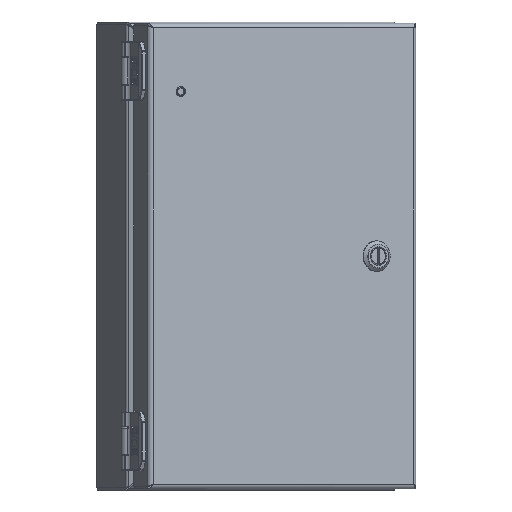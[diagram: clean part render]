
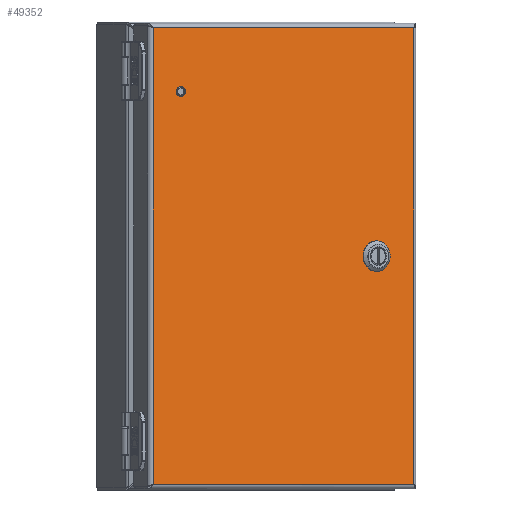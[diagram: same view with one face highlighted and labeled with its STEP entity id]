
A CAD part, front view. The second image highlights one B-rep face of the part: STEP entity #49352.
In plain terms, the highlighted planar face has unit normal (0.5, -0.866, 0).
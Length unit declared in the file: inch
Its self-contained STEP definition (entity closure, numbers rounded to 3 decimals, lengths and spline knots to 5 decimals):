
#167 = CIRCLE ( 'NONE', #31583, 0.32 ) ;
#652 = AXIS2_PLACEMENT_3D ( 'NONE', #33448, #29614, #12693 ) ;
#663 = CARTESIAN_POINT ( 'NONE',  ( 3.54314, -2.01223, 0.30753 ) ) ;
#1267 = CARTESIAN_POINT ( 'NONE',  ( 3.73288, -1.90269, -0.08845 ) ) ;
#1529 = CIRCLE ( 'NONE', #39045, 0.32 ) ;
#1562 = ORIENTED_EDGE ( 'NONE', *, *, #42374, .F. ) ;
#1677 = ORIENTED_EDGE ( 'NONE', *, *, #10509, .T. ) ;
#2055 = CARTESIAN_POINT ( 'NONE',  ( 3.46655, -2.05645, 0. ) ) ;
#2539 = CARTESIAN_POINT ( 'NONE',  ( 3.46655, -2.05645, 0. ) ) ;
#3292 = CIRCLE ( 'NONE', #652, 0.0965 ) ;
#3661 = DIRECTION ( 'NONE',  ( -0.866, -0.5, 0. ) ) ;
#4576 = VERTEX_POINT ( 'NONE', #47450 ) ;
#4905 = EDGE_CURVE ( 'NONE', #5399, #5500, #10366, .T. ) ;
#5217 = VERTEX_POINT ( 'NONE', #46686 ) ;
#5399 = VERTEX_POINT ( 'NONE', #11322 ) ;
#5500 = VERTEX_POINT ( 'NONE', #6690 ) ;
#6395 = EDGE_CURVE ( 'NONE', #18951, #43677, #37447, .T. ) ;
#6577 = PLANE ( 'NONE',  #41589 ) ;
#6683 = EDGE_CURVE ( 'NONE', #31469, #32676, #21809, .T. ) ;
#6690 = CARTESIAN_POINT ( 'NONE',  ( 3.54314, -2.01223, -0.30753 ) ) ;
#7604 = ORIENTED_EDGE ( 'NONE', *, *, #52408, .T. ) ;
#7813 = EDGE_CURVE ( 'NONE', #12116, #38504, #41833, .T. ) ;
#8444 = CARTESIAN_POINT ( 'NONE',  ( 3.20021, -2.21022, 0.08845 ) ) ;
#9025 = DIRECTION ( 'NONE',  ( 0.5, -0.866, 0. ) ) ;
#9642 = DIRECTION ( 'NONE',  ( -0.612, -0.354, 0.707 ) ) ;
#9704 = AXIS2_PLACEMENT_3D ( 'NONE', #2539, #53678, #15407 ) ;
#10163 = CARTESIAN_POINT ( 'NONE',  ( 3.73288, -1.90269, 0.08845 ) ) ;
#10366 = CIRCLE ( 'NONE', #17354, 0.32 ) ;
#10509 = EDGE_CURVE ( 'NONE', #49212, #5500, #22083, .T. ) ;
#10556 = ORIENTED_EDGE ( 'NONE', *, *, #35191, .T. ) ;
#10569 = DIRECTION ( 'NONE',  ( -0.612, -0.354, -0.707 ) ) ;
#10669 = CARTESIAN_POINT ( 'NONE',  ( 3.73288, -1.90269, -0.08845 ) ) ;
#11322 = CARTESIAN_POINT ( 'NONE',  ( 3.38995, -2.10068, -0.30753 ) ) ;
#11474 = DIRECTION ( 'NONE',  ( 0.866, 0.5, 0. ) ) ;
#11570 = EDGE_LOOP ( 'NONE', ( #19595, #10556, #1562, #1677, #53943, #42551, #11886, #14215 ) ) ;
#11886 = ORIENTED_EDGE ( 'NONE', *, *, #53536, .F. ) ;
#11962 = EDGE_CURVE ( 'NONE', #5399, #23348, #18911, .T. ) ;
#12116 = VERTEX_POINT ( 'NONE', #49733 ) ;
#12592 = DIRECTION ( 'NONE',  ( 0., 0., -1. ) ) ;
#12693 = DIRECTION ( 'NONE',  ( -0.866, -0.5, 0. ) ) ;
#14215 = ORIENTED_EDGE ( 'NONE', *, *, #6683, .T. ) ;
#14231 = FACE_OUTER_BOUND ( 'NONE', #31652, .T. ) ;
#15407 = DIRECTION ( 'NONE',  ( 0.239, 0.138, 0.961 ) ) ;
#16694 = CARTESIAN_POINT ( 'NONE',  ( -2.25788, -5.36145, 5.858 ) ) ;
#17354 = AXIS2_PLACEMENT_3D ( 'NONE', #2055, #31568, #39511 ) ;
#18493 = VERTEX_POINT ( 'NONE', #36287 ) ;
#18593 = CARTESIAN_POINT ( 'NONE',  ( 1.08324, -3.43245, 0. ) ) ;
#18842 = EDGE_CURVE ( 'NONE', #43677, #18951, #3292, .T. ) ;
#18911 = LINE ( 'NONE', #24048, #42574 ) ;
#18951 = VERTEX_POINT ( 'NONE', #40180 ) ;
#19595 = ORIENTED_EDGE ( 'NONE', *, *, #41331, .F. ) ;
#19635 = ORIENTED_EDGE ( 'NONE', *, *, #18842, .F. ) ;
#19852 = ORIENTED_EDGE ( 'NONE', *, *, #35632, .T. ) ;
#20010 = VECTOR ( 'NONE', #21012, 39.37008 ) ;
#20971 = VECTOR ( 'NONE', #46016, 39.37008 ) ;
#21012 = DIRECTION ( 'NONE',  ( 0.612, 0.354, 0.707 ) ) ;
#21809 = LINE ( 'NONE', #8444, #20010 ) ;
#22083 = LINE ( 'NONE', #1267, #46029 ) ;
#23348 = VERTEX_POINT ( 'NONE', #24142 ) ;
#24048 = CARTESIAN_POINT ( 'NONE',  ( 3.38995, -2.10068, -0.30753 ) ) ;
#24142 = CARTESIAN_POINT ( 'NONE',  ( 3.20021, -2.21022, -0.08845 ) ) ;
#24854 = DIRECTION ( 'NONE',  ( 0.5, -0.866, 0. ) ) ;
#25222 = VECTOR ( 'NONE', #41976, 39.37008 ) ;
#25693 = DIRECTION ( 'NONE',  ( 0.832, 0.481, -0.276 ) ) ;
#26369 = VECTOR ( 'NONE', #12592, 39.37008 ) ;
#26716 = DIRECTION ( 'NONE',  ( 0.5, -0.866, 0. ) ) ;
#29002 = CARTESIAN_POINT ( 'NONE',  ( 3.38995, -2.10068, 0.30753 ) ) ;
#29614 = DIRECTION ( 'NONE',  ( 0.5, -0.866, 0. ) ) ;
#31469 = VERTEX_POINT ( 'NONE', #52277 ) ;
#31568 = DIRECTION ( 'NONE',  ( 0.5, -0.866, 0. ) ) ;
#31583 = AXIS2_PLACEMENT_3D ( 'NONE', #37937, #26716, #51602 ) ;
#31652 = EDGE_LOOP ( 'NONE', ( #7604, #19852, #36284, #40945 ) ) ;
#32622 = CARTESIAN_POINT ( 'NONE',  ( 4.42437, -1.50345, 5.858 ) ) ;
#32676 = VERTEX_POINT ( 'NONE', #29002 ) ;
#32880 = LINE ( 'NONE', #53958, #20971 ) ;
#33448 = CARTESIAN_POINT ( 'NONE',  ( -1.54514, -4.94995, 4.22 ) ) ;
#33669 = EDGE_CURVE ( 'NONE', #38504, #18493, #32880, .T. ) ;
#33971 = VERTEX_POINT ( 'NONE', #10163 ) ;
#34730 = CARTESIAN_POINT ( 'NONE',  ( -2.25788, -5.36145, -5.858 ) ) ;
#35191 = EDGE_CURVE ( 'NONE', #5217, #33971, #46889, .T. ) ;
#35254 = DIRECTION ( 'NONE',  ( 0.5, -0.866, 0. ) ) ;
#35632 = EDGE_CURVE ( 'NONE', #4576, #12116, #50399, .T. ) ;
#36284 = ORIENTED_EDGE ( 'NONE', *, *, #7813, .T. ) ;
#36287 = CARTESIAN_POINT ( 'NONE',  ( 4.42437, -1.50345, -5.858 ) ) ;
#37186 = CARTESIAN_POINT ( 'NONE',  ( 3.46655, -2.05645, 0. ) ) ;
#37447 = CIRCLE ( 'NONE', #51425, 0.0965 ) ;
#37937 = CARTESIAN_POINT ( 'NONE',  ( 3.46655, -2.05645, 0. ) ) ;
#38504 = VERTEX_POINT ( 'NONE', #34730 ) ;
#38933 = DIRECTION ( 'NONE',  ( 0., 0., 1. ) ) ;
#39045 = AXIS2_PLACEMENT_3D ( 'NONE', #37186, #9025, #25693 ) ;
#39511 = DIRECTION ( 'NONE',  ( -0.239, -0.138, -0.961 ) ) ;
#40180 = CARTESIAN_POINT ( 'NONE',  ( -1.46157, -4.9017, 4.22 ) ) ;
#40945 = ORIENTED_EDGE ( 'NONE', *, *, #33669, .T. ) ;
#41331 = EDGE_CURVE ( 'NONE', #5217, #32676, #52487, .T. ) ;
#41589 = AXIS2_PLACEMENT_3D ( 'NONE', #18593, #35254, #43748 ) ;
#41833 = LINE ( 'NONE', #16694, #26369 ) ;
#41976 = DIRECTION ( 'NONE',  ( 0.612, 0.354, -0.707 ) ) ;
#42353 = CARTESIAN_POINT ( 'NONE',  ( -1.62871, -4.9982, 4.22 ) ) ;
#42374 = EDGE_CURVE ( 'NONE', #49212, #33971, #1529, .T. ) ;
#42551 = ORIENTED_EDGE ( 'NONE', *, *, #11962, .T. ) ;
#42574 = VECTOR ( 'NONE', #9642, 39.37008 ) ;
#42638 = VECTOR ( 'NONE', #3661, 39.37008 ) ;
#43677 = VERTEX_POINT ( 'NONE', #42353 ) ;
#43748 = DIRECTION ( 'NONE',  ( 0.866, 0.5, 0. ) ) ;
#44027 = FACE_BOUND ( 'NONE', #52457, .T. ) ;
#44559 = CARTESIAN_POINT ( 'NONE',  ( -1.54514, -4.94995, 4.22 ) ) ;
#46016 = DIRECTION ( 'NONE',  ( 0.866, 0.5, 0. ) ) ;
#46029 = VECTOR ( 'NONE', #10569, 39.37008 ) ;
#46686 = CARTESIAN_POINT ( 'NONE',  ( 3.54314, -2.01223, 0.30753 ) ) ;
#46889 = LINE ( 'NONE', #663, #25222 ) ;
#47426 = LINE ( 'NONE', #52338, #49090 ) ;
#47450 = CARTESIAN_POINT ( 'NONE',  ( 4.42437, -1.50345, 5.858 ) ) ;
#49090 = VECTOR ( 'NONE', #38933, 39.37008 ) ;
#49212 = VERTEX_POINT ( 'NONE', #10669 ) ;
#49352 = ADVANCED_FACE ( 'NONE', ( #51680, #44027, #14231 ), #6577, .T. ) ;
#49363 = ORIENTED_EDGE ( 'NONE', *, *, #6395, .F. ) ;
#49733 = CARTESIAN_POINT ( 'NONE',  ( -2.25788, -5.36145, 5.858 ) ) ;
#50399 = LINE ( 'NONE', #32622, #42638 ) ;
#51425 = AXIS2_PLACEMENT_3D ( 'NONE', #44559, #24854, #11474 ) ;
#51602 = DIRECTION ( 'NONE',  ( -0.832, -0.481, 0.276 ) ) ;
#51680 = FACE_BOUND ( 'NONE', #11570, .T. ) ;
#52277 = CARTESIAN_POINT ( 'NONE',  ( 3.20021, -2.21022, 0.08845 ) ) ;
#52338 = CARTESIAN_POINT ( 'NONE',  ( 4.42437, -1.50345, -5.858 ) ) ;
#52408 = EDGE_CURVE ( 'NONE', #18493, #4576, #47426, .T. ) ;
#52457 = EDGE_LOOP ( 'NONE', ( #49363, #19635 ) ) ;
#52487 = CIRCLE ( 'NONE', #9704, 0.32 ) ;
#53536 = EDGE_CURVE ( 'NONE', #31469, #23348, #167, .T. ) ;
#53678 = DIRECTION ( 'NONE',  ( 0.5, -0.866, 0. ) ) ;
#53943 = ORIENTED_EDGE ( 'NONE', *, *, #4905, .F. ) ;
#53958 = CARTESIAN_POINT ( 'NONE',  ( -2.25788, -5.36145, -5.858 ) ) ;
